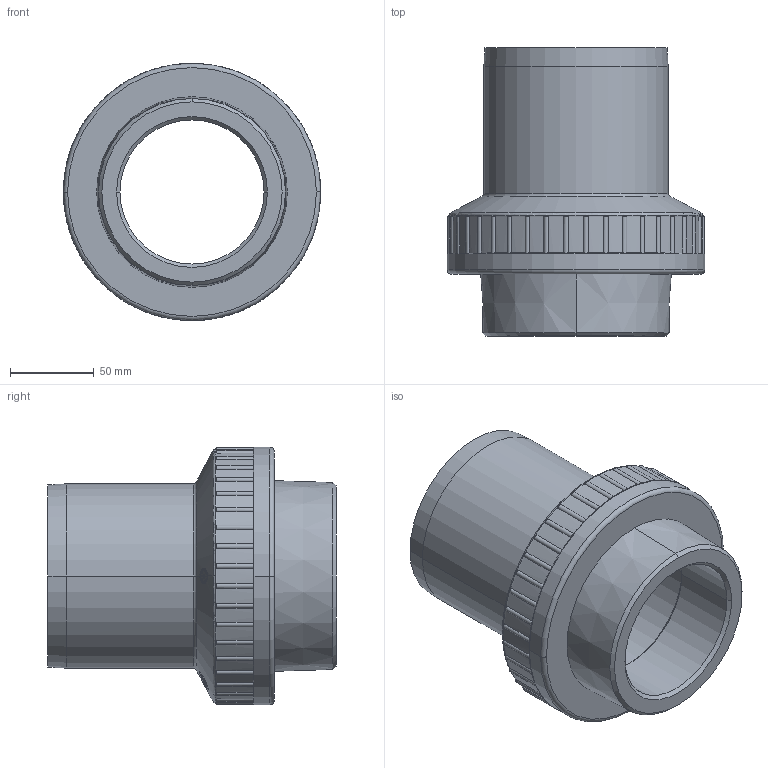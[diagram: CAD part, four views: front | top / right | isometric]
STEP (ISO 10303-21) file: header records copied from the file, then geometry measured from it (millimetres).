
FILE_DESCRIPTION((''),'2;1');
FILE_NAME('C050200009_AF0_42','2017-04-18T',('Stefano'),(''),'PRO/ENGINEER BY PARAMETRIC TECHNOLOGY CORPORATION, 2012130','PRO/ENGINEER BY PARAMETRIC TECHNOLOGY CORPORATION, 2012130','');
FILE_SCHEMA(('CONFIG_CONTROL_DESIGN'));
Length unit declared in the file: millimetre
Products named in the file (1): C050200009_AF0_42
Bounding box: 153.5 x 172 x 153.5 mm (x, y, z)
Volume: 935932.6 mm3; surface area: 133776.2 mm2
Topology: 1 solids, 1 shells, 1241 faces, 3615 edges, 2435 vertices
Faces by surface type: plane 1073, cylinder 104, bspline 44, cone 12, torus 8
Entity records: 42836 total; most frequent: CARTESIAN_POINT 10145, ORIENTED_EDGE 7230, DIRECTION 6169, EDGE_CURVE 3615, VECTOR 2909, LINE 2909, VERTEX_POINT 2435, AXIS2_PLACEMENT_3D 1630
